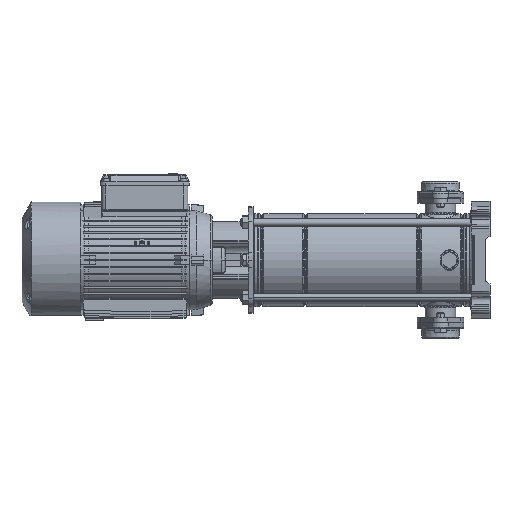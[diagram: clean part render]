
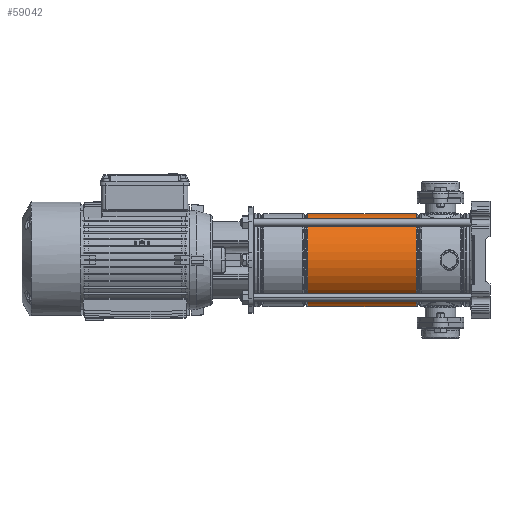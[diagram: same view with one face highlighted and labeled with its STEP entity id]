
A CAD part, left-side view. The second image highlights one B-rep face of the part: STEP entity #59042.
In plain terms, the highlighted cylindrical face has radius 74.9 mm (diameter 149.8 mm), a partial arc.
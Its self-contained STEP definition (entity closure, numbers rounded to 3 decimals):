
#598 = VECTOR ( 'NONE', #63319, 1000. ) ;
#1615 = FACE_OUTER_BOUND ( 'NONE', #30260, .T. ) ;
#3823 = DIRECTION ( 'NONE',  ( 1., 0., 0. ) ) ;
#7815 = DIRECTION ( 'NONE',  ( 0., 0., -1. ) ) ;
#14237 = CARTESIAN_POINT ( 'NONE',  ( 0., 0., 86.779 ) ) ;
#14412 = DIRECTION ( 'NONE',  ( 0., 0., -1. ) ) ;
#15048 = CARTESIAN_POINT ( 'NONE',  ( 74.9, 0., 86.779 ) ) ;
#15741 = VECTOR ( 'NONE', #43323, 1000. ) ;
#16645 = VERTEX_POINT ( 'NONE', #48481 ) ;
#18520 = CARTESIAN_POINT ( 'NONE',  ( 74.9, 0., 0. ) ) ;
#22987 = VERTEX_POINT ( 'NONE', #15048 ) ;
#23851 = CYLINDRICAL_SURFACE ( 'NONE', #58900, 74.9 ) ;
#25051 = AXIS2_PLACEMENT_3D ( 'NONE', #14237, #36490, #31032 ) ;
#30260 = EDGE_LOOP ( 'NONE', ( #33101, #33182, #42075, #39841 ) ) ;
#31032 = DIRECTION ( 'NONE',  ( 1., 0., 0. ) ) ;
#31679 = CARTESIAN_POINT ( 'NONE',  ( -74.9, 0., 261.221 ) ) ;
#33101 = ORIENTED_EDGE ( 'NONE', *, *, #51511, .T. ) ;
#33182 = ORIENTED_EDGE ( 'NONE', *, *, #48403, .T. ) ;
#33447 = CIRCLE ( 'NONE', #62503, 74.9 ) ;
#36371 = LINE ( 'NONE', #18520, #598 ) ;
#36490 = DIRECTION ( 'NONE',  ( 0., 0., 1. ) ) ;
#38486 = CARTESIAN_POINT ( 'NONE',  ( 74.9, 0., 261.221 ) ) ;
#39841 = ORIENTED_EDGE ( 'NONE', *, *, #40159, .F. ) ;
#40159 = EDGE_CURVE ( 'NONE', #65381, #16645, #48074, .T. ) ;
#40620 = DIRECTION ( 'NONE',  ( -1., 0., 0. ) ) ;
#42075 = ORIENTED_EDGE ( 'NONE', *, *, #57998, .T. ) ;
#42538 = CIRCLE ( 'NONE', #25051, 74.9 ) ;
#43323 = DIRECTION ( 'NONE',  ( 0., 0., -1. ) ) ;
#46085 = CARTESIAN_POINT ( 'NONE',  ( 0., 0., 0. ) ) ;
#48074 = LINE ( 'NONE', #48795, #15741 ) ;
#48403 = EDGE_CURVE ( 'NONE', #52599, #22987, #36371, .T. ) ;
#48481 = CARTESIAN_POINT ( 'NONE',  ( -74.9, 0., 86.779 ) ) ;
#48795 = CARTESIAN_POINT ( 'NONE',  ( -74.9, 0., 0. ) ) ;
#51511 = EDGE_CURVE ( 'NONE', #65381, #52599, #33447, .T. ) ;
#52599 = VERTEX_POINT ( 'NONE', #38486 ) ;
#57998 = EDGE_CURVE ( 'NONE', #22987, #16645, #42538, .T. ) ;
#58900 = AXIS2_PLACEMENT_3D ( 'NONE', #46085, #7815, #40620 ) ;
#59042 = ADVANCED_FACE ( 'NONE', ( #1615 ), #23851, .T. ) ;
#62503 = AXIS2_PLACEMENT_3D ( 'NONE', #70899, #14412, #3823 ) ;
#63319 = DIRECTION ( 'NONE',  ( 0., 0., -1. ) ) ;
#65381 = VERTEX_POINT ( 'NONE', #31679 ) ;
#70899 = CARTESIAN_POINT ( 'NONE',  ( 0., 0., 261.221 ) ) ;
